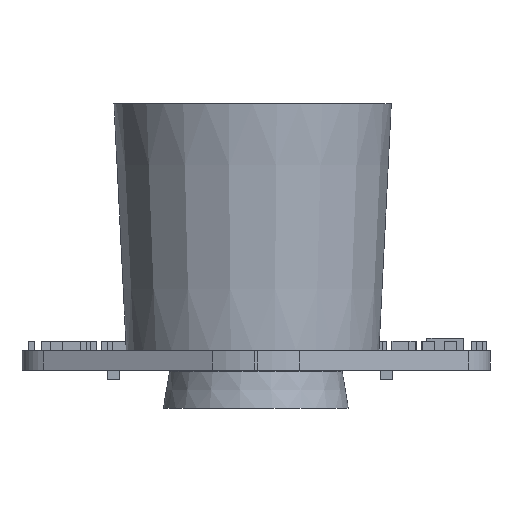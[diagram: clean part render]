
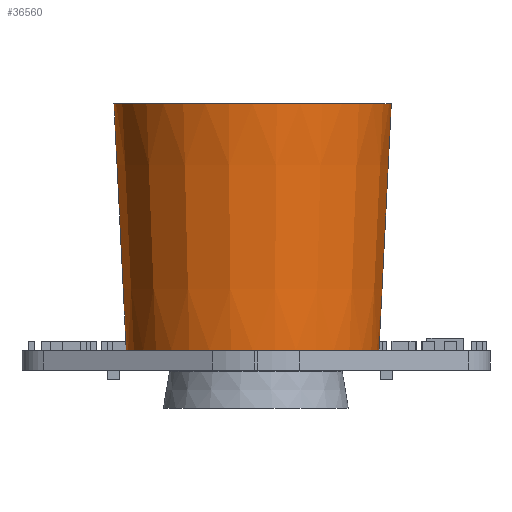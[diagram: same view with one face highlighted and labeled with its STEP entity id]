
A CAD part, front view. The second image highlights one B-rep face of the part: STEP entity #36560.
In plain terms, the highlighted conical face has half-angle 2.862 degrees and reference radius 10.75 mm.
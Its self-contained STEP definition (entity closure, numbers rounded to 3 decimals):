
#11=CONICAL_SURFACE('',#38453,10.75,0.05);
#1865=CIRCLE('',#38454,11.25);
#1866=CIRCLE('',#38455,10.25);
#2656=FACE_OUTER_BOUND('',#3540,.T.);
#3540=EDGE_LOOP('',(#34849,#34850,#34851,#34852));
#8978=LINE('',#61508,#14412);
#14412=VECTOR('',#47180,10.75);
#20334=VERTEX_POINT('',#61505);
#20335=VERTEX_POINT('',#61507);
#26795=EDGE_CURVE('',#20334,#20334,#1865,.T.);
#26796=EDGE_CURVE('',#20334,#20335,#8978,.T.);
#26797=EDGE_CURVE('',#20335,#20335,#1866,.T.);
#34849=ORIENTED_EDGE('',*,*,#26795,.F.);
#34850=ORIENTED_EDGE('',*,*,#26796,.T.);
#34851=ORIENTED_EDGE('',*,*,#26797,.T.);
#34852=ORIENTED_EDGE('',*,*,#26796,.F.);
#36560=ADVANCED_FACE('',(#2656),#11,.T.);
#38453=AXIS2_PLACEMENT_3D('',#61504,#47176,#47177);
#38454=AXIS2_PLACEMENT_3D('',#61506,#47178,#47179);
#38455=AXIS2_PLACEMENT_3D('',#61509,#47181,#47182);
#47176=DIRECTION('center_axis',(0.,0.,1.));
#47177=DIRECTION('ref_axis',(1.,0.,0.));
#47178=DIRECTION('center_axis',(0.,0.,1.));
#47179=DIRECTION('ref_axis',(-1.,0.,0.));
#47180=DIRECTION('',(0.05,0.,-0.999));
#47181=DIRECTION('center_axis',(0.,0.,1.));
#47182=DIRECTION('ref_axis',(1.,0.,0.));
#61504=CARTESIAN_POINT('Origin',(0.,-16.22,
7.5));
#61505=CARTESIAN_POINT('',(-11.25,-16.22,17.5));
#61506=CARTESIAN_POINT('Origin',(0.,-16.22,
17.5));
#61507=CARTESIAN_POINT('',(-10.25,-16.22,-2.5));
#61508=CARTESIAN_POINT('',(-10.75,-16.22,7.5));
#61509=CARTESIAN_POINT('Origin',(0.,-16.22,
-2.5));
